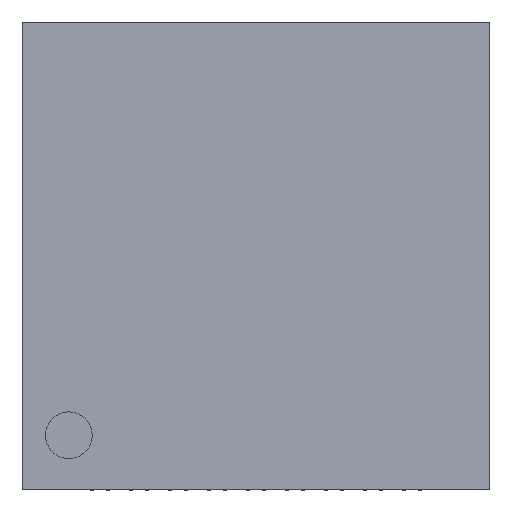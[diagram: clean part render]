
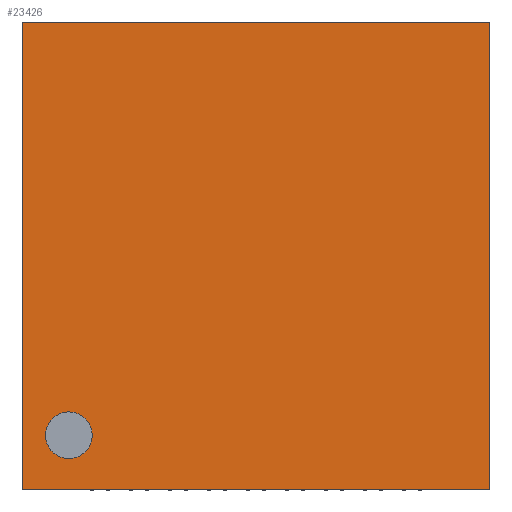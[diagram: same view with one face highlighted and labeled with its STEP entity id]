
A CAD part, top view. The second image highlights one B-rep face of the part: STEP entity #23426.
In plain terms, the highlighted planar face has unit normal (0, 0, 1).
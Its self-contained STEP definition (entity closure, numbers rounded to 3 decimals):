
#19792 = VERTEX_POINT('',#19793);
#19793 = CARTESIAN_POINT('',(-3.,-3.,1.));
#19799 = EDGE_CURVE('',#19792,#19800,#19802,.T.);
#19800 = VERTEX_POINT('',#19801);
#19801 = CARTESIAN_POINT('',(3.,-3.,1.));
#19802 = LINE('',#19803,#19804);
#19803 = CARTESIAN_POINT('',(-3.,-3.,1.));
#19804 = VECTOR('',#19805,1.);
#19805 = DIRECTION('',(1.,0.,0.));
#20297 = VERTEX_POINT('',#20298);
#20298 = CARTESIAN_POINT('',(-3.,3.,1.));
#20304 = EDGE_CURVE('',#20297,#19792,#20305,.T.);
#20305 = LINE('',#20306,#20307);
#20306 = CARTESIAN_POINT('',(-3.,3.,1.));
#20307 = VECTOR('',#20308,1.);
#20308 = DIRECTION('',(0.,-1.,0.));
#21751 = VERTEX_POINT('',#21752);
#21752 = CARTESIAN_POINT('',(3.,3.,1.));
#21758 = EDGE_CURVE('',#21751,#20297,#21759,.T.);
#21759 = LINE('',#21760,#21761);
#21760 = CARTESIAN_POINT('',(3.,3.,1.));
#21761 = VECTOR('',#21762,1.);
#21762 = DIRECTION('',(-1.,0.,0.));
#23019 = EDGE_CURVE('',#19800,#21751,#23020,.T.);
#23020 = LINE('',#23021,#23022);
#23021 = CARTESIAN_POINT('',(3.,-3.,1.));
#23022 = VECTOR('',#23023,1.);
#23023 = DIRECTION('',(0.,1.,0.));
#23426 = ADVANCED_FACE('',(#23427),#23433,.T.);
#23427 = FACE_BOUND('',#23428,.F.);
#23428 = EDGE_LOOP('',(#23429,#23430,#23431,#23432));
#23429 = ORIENTED_EDGE('',*,*,#19799,.F.);
#23430 = ORIENTED_EDGE('',*,*,#20304,.F.);
#23431 = ORIENTED_EDGE('',*,*,#21758,.F.);
#23432 = ORIENTED_EDGE('',*,*,#23019,.F.);
#23433 = PLANE('',#23434);
#23434 = AXIS2_PLACEMENT_3D('',#23435,#23436,#23437);
#23435 = CARTESIAN_POINT('',(0.,0.,1.)
  );
#23436 = DIRECTION('',(0.,0.,1.));
#23437 = DIRECTION('',(0.,1.,0.));
